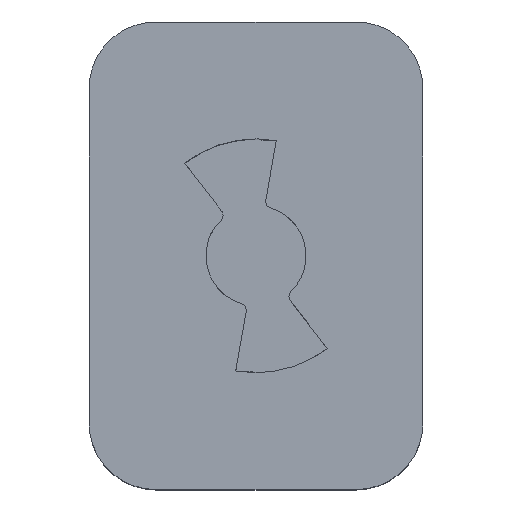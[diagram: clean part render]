
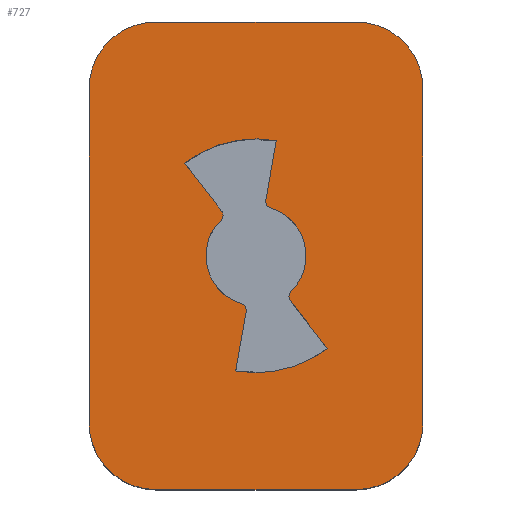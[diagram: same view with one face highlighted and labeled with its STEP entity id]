
A CAD part, top view. The second image highlights one B-rep face of the part: STEP entity #727.
In plain terms, the highlighted planar face has unit normal (0, 0, 1).
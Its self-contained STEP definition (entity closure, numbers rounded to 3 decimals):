
#21=FACE_BOUND('',#94,.T.);
#30=PLANE('',#787);
#53=FACE_OUTER_BOUND('',#93,.T.);
#93=EDGE_LOOP('',(#506,#507,#508,#509,#510,#511,#512,#513));
#94=EDGE_LOOP('',(#514,#515,#516,#517,#518,#519,#520,#521,#522,#523,#524,
#525));
#147=LINE('',#1128,#212);
#148=LINE('',#1132,#213);
#149=LINE('',#1136,#214);
#150=LINE('',#1139,#215);
#151=LINE('',#1145,#216);
#152=LINE('',#1149,#217);
#153=LINE('',#1157,#218);
#154=LINE('',#1160,#219);
#212=VECTOR('',#896,10.);
#213=VECTOR('',#899,10.);
#214=VECTOR('',#902,10.);
#215=VECTOR('',#905,10.);
#216=VECTOR('',#910,10.);
#217=VECTOR('',#913,10.);
#218=VECTOR('',#920,10.);
#219=VECTOR('',#923,10.);
#270=CIRCLE('',#786,0.2);
#271=CIRCLE('',#788,2.);
#272=CIRCLE('',#789,2.);
#273=CIRCLE('',#790,2.);
#274=CIRCLE('',#791,2.);
#275=CIRCLE('',#792,1.5);
#276=CIRCLE('',#793,0.2);
#277=CIRCLE('',#794,3.5);
#278=CIRCLE('',#795,0.2);
#279=CIRCLE('',#796,1.5);
#280=CIRCLE('',#797,0.2);
#281=CIRCLE('',#798,3.5);
#319=VERTEX_POINT('',#1118);
#320=VERTEX_POINT('',#1120);
#321=VERTEX_POINT('',#1124);
#322=VERTEX_POINT('',#1125);
#323=VERTEX_POINT('',#1127);
#324=VERTEX_POINT('',#1129);
#325=VERTEX_POINT('',#1131);
#326=VERTEX_POINT('',#1133);
#327=VERTEX_POINT('',#1135);
#328=VERTEX_POINT('',#1137);
#329=VERTEX_POINT('',#1140);
#330=VERTEX_POINT('',#1142);
#331=VERTEX_POINT('',#1144);
#332=VERTEX_POINT('',#1146);
#333=VERTEX_POINT('',#1148);
#334=VERTEX_POINT('',#1150);
#335=VERTEX_POINT('',#1152);
#336=VERTEX_POINT('',#1154);
#337=VERTEX_POINT('',#1156);
#338=VERTEX_POINT('',#1158);
#393=EDGE_CURVE('',#319,#320,#270,.T.);
#395=EDGE_CURVE('',#321,#322,#271,.T.);
#396=EDGE_CURVE('',#323,#321,#147,.T.);
#397=EDGE_CURVE('',#324,#323,#272,.T.);
#398=EDGE_CURVE('',#325,#324,#148,.T.);
#399=EDGE_CURVE('',#326,#325,#273,.T.);
#400=EDGE_CURVE('',#326,#327,#149,.T.);
#401=EDGE_CURVE('',#328,#327,#274,.T.);
#402=EDGE_CURVE('',#322,#328,#150,.T.);
#403=EDGE_CURVE('',#319,#329,#275,.T.);
#404=EDGE_CURVE('',#330,#329,#276,.T.);
#405=EDGE_CURVE('',#330,#331,#151,.T.);
#406=EDGE_CURVE('',#331,#332,#277,.T.);
#407=EDGE_CURVE('',#333,#332,#152,.T.);
#408=EDGE_CURVE('',#334,#333,#278,.T.);
#409=EDGE_CURVE('',#334,#335,#279,.T.);
#410=EDGE_CURVE('',#336,#335,#280,.T.);
#411=EDGE_CURVE('',#336,#337,#153,.T.);
#412=EDGE_CURVE('',#337,#338,#281,.T.);
#413=EDGE_CURVE('',#338,#320,#154,.T.);
#506=ORIENTED_EDGE('',*,*,#395,.F.);
#507=ORIENTED_EDGE('',*,*,#396,.F.);
#508=ORIENTED_EDGE('',*,*,#397,.F.);
#509=ORIENTED_EDGE('',*,*,#398,.F.);
#510=ORIENTED_EDGE('',*,*,#399,.F.);
#511=ORIENTED_EDGE('',*,*,#400,.T.);
#512=ORIENTED_EDGE('',*,*,#401,.F.);
#513=ORIENTED_EDGE('',*,*,#402,.F.);
#514=ORIENTED_EDGE('',*,*,#393,.F.);
#515=ORIENTED_EDGE('',*,*,#403,.T.);
#516=ORIENTED_EDGE('',*,*,#404,.F.);
#517=ORIENTED_EDGE('',*,*,#405,.T.);
#518=ORIENTED_EDGE('',*,*,#406,.T.);
#519=ORIENTED_EDGE('',*,*,#407,.F.);
#520=ORIENTED_EDGE('',*,*,#408,.F.);
#521=ORIENTED_EDGE('',*,*,#409,.T.);
#522=ORIENTED_EDGE('',*,*,#410,.F.);
#523=ORIENTED_EDGE('',*,*,#411,.T.);
#524=ORIENTED_EDGE('',*,*,#412,.T.);
#525=ORIENTED_EDGE('',*,*,#413,.T.);
#727=ADVANCED_FACE('',(#53,#21),#30,.T.);
#786=AXIS2_PLACEMENT_3D('',#1121,#889,#890);
#787=AXIS2_PLACEMENT_3D('',#1123,#892,#893);
#788=AXIS2_PLACEMENT_3D('',#1126,#894,#895);
#789=AXIS2_PLACEMENT_3D('',#1130,#897,#898);
#790=AXIS2_PLACEMENT_3D('',#1134,#900,#901);
#791=AXIS2_PLACEMENT_3D('',#1138,#903,#904);
#792=AXIS2_PLACEMENT_3D('',#1141,#906,#907);
#793=AXIS2_PLACEMENT_3D('',#1143,#908,#909);
#794=AXIS2_PLACEMENT_3D('',#1147,#911,#912);
#795=AXIS2_PLACEMENT_3D('',#1151,#914,#915);
#796=AXIS2_PLACEMENT_3D('',#1153,#916,#917);
#797=AXIS2_PLACEMENT_3D('',#1155,#918,#919);
#798=AXIS2_PLACEMENT_3D('',#1159,#921,#922);
#889=DIRECTION('center_axis',(0.,0.,-1.));
#890=DIRECTION('ref_axis',(-0.852,-0.524,0.));
#892=DIRECTION('center_axis',(0.,0.,1.));
#893=DIRECTION('ref_axis',(0.,-1.,0.));
#894=DIRECTION('center_axis',(0.,0.,-1.));
#895=DIRECTION('ref_axis',(0.707,0.707,0.));
#896=DIRECTION('',(1.,0.,0.));
#897=DIRECTION('center_axis',(0.,0.,-1.));
#898=DIRECTION('ref_axis',(-0.707,0.707,0.));
#899=DIRECTION('',(0.,1.,0.));
#900=DIRECTION('center_axis',(0.,0.,-1.));
#901=DIRECTION('ref_axis',(-0.707,-0.707,0.));
#902=DIRECTION('',(1.,0.,0.));
#903=DIRECTION('center_axis',(0.,0.,-1.));
#904=DIRECTION('ref_axis',(0.707,-0.707,0.));
#905=DIRECTION('',(0.,-1.,0.));
#906=DIRECTION('center_axis',(0.,0.,-1.));
#907=DIRECTION('ref_axis',(-1.,0.,0.));
#908=DIRECTION('center_axis',(0.,0.,-1.));
#909=DIRECTION('ref_axis',(-0.997,0.071,0.));
#910=DIRECTION('',(0.609,-0.793,0.));
#911=DIRECTION('center_axis',(0.,0.,-1.));
#912=DIRECTION('ref_axis',(-1.,0.,0.));
#913=DIRECTION('',(-0.174,-0.985,0.));
#914=DIRECTION('center_axis',(0.,0.,-1.));
#915=DIRECTION('ref_axis',(0.852,0.524,0.));
#916=DIRECTION('center_axis',(0.,0.,-1.));
#917=DIRECTION('ref_axis',(-1.,0.,0.));
#918=DIRECTION('center_axis',(0.,0.,-1.));
#919=DIRECTION('ref_axis',(0.997,-0.071,0.));
#920=DIRECTION('',(-0.609,0.793,0.));
#921=DIRECTION('center_axis',(0.,0.,-1.));
#922=DIRECTION('ref_axis',(-1.,0.,0.));
#923=DIRECTION('',(-0.174,-0.985,0.));
#1118=CARTESIAN_POINT('',(0.432,1.436,7.));
#1120=CARTESIAN_POINT('',(0.293,1.663,7.));
#1121=CARTESIAN_POINT('Origin',(0.49,1.628,7.));
#1123=CARTESIAN_POINT('Origin',(0.,7.,7.));
#1124=CARTESIAN_POINT('',(3.,7.,7.));
#1125=CARTESIAN_POINT('',(5.,5.,7.));
#1126=CARTESIAN_POINT('Origin',(3.,5.,7.));
#1127=CARTESIAN_POINT('',(-3.,7.,7.));
#1128=CARTESIAN_POINT('',(0.,7.,7.));
#1129=CARTESIAN_POINT('',(-5.,5.,7.));
#1130=CARTESIAN_POINT('Origin',(-3.,5.,7.));
#1131=CARTESIAN_POINT('',(-5.,-5.,7.));
#1132=CARTESIAN_POINT('',(-5.,7.,7.));
#1133=CARTESIAN_POINT('',(-3.,-7.,7.));
#1134=CARTESIAN_POINT('Origin',(-3.,-5.,7.));
#1135=CARTESIAN_POINT('',(3.,-7.,7.));
#1136=CARTESIAN_POINT('',(0.,-7.,7.));
#1137=CARTESIAN_POINT('',(5.,-5.,7.));
#1138=CARTESIAN_POINT('Origin',(3.,-5.,7.));
#1139=CARTESIAN_POINT('',(5.,7.,7.));
#1140=CARTESIAN_POINT('',(1.048,-1.074,7.));
#1141=CARTESIAN_POINT('Origin',(0.,0.,7.));
#1142=CARTESIAN_POINT('',(1.029,-1.339,7.));
#1143=CARTESIAN_POINT('Origin',(1.187,-1.217,7.));
#1144=CARTESIAN_POINT('',(2.133,-2.775,7.));
#1145=CARTESIAN_POINT('',(-0.691,0.899,7.));
#1146=CARTESIAN_POINT('',(-0.608,-3.447,7.));
#1147=CARTESIAN_POINT('Origin',(0.,0.,7.));
#1148=CARTESIAN_POINT('',(-0.293,-1.663,7.));
#1149=CARTESIAN_POINT('',(0.608,3.447,7.));
#1150=CARTESIAN_POINT('',(-0.432,-1.436,7.));
#1151=CARTESIAN_POINT('Origin',(-0.49,-1.628,7.));
#1152=CARTESIAN_POINT('',(-1.048,1.074,7.));
#1153=CARTESIAN_POINT('Origin',(0.,0.,7.));
#1154=CARTESIAN_POINT('',(-1.029,1.339,7.));
#1155=CARTESIAN_POINT('Origin',(-1.187,1.217,7.));
#1156=CARTESIAN_POINT('',(-2.133,2.775,7.));
#1157=CARTESIAN_POINT('',(-2.691,3.502,7.));
#1158=CARTESIAN_POINT('',(0.608,3.447,7.));
#1159=CARTESIAN_POINT('Origin',(0.,0.,7.));
#1160=CARTESIAN_POINT('',(0.608,3.447,7.));
